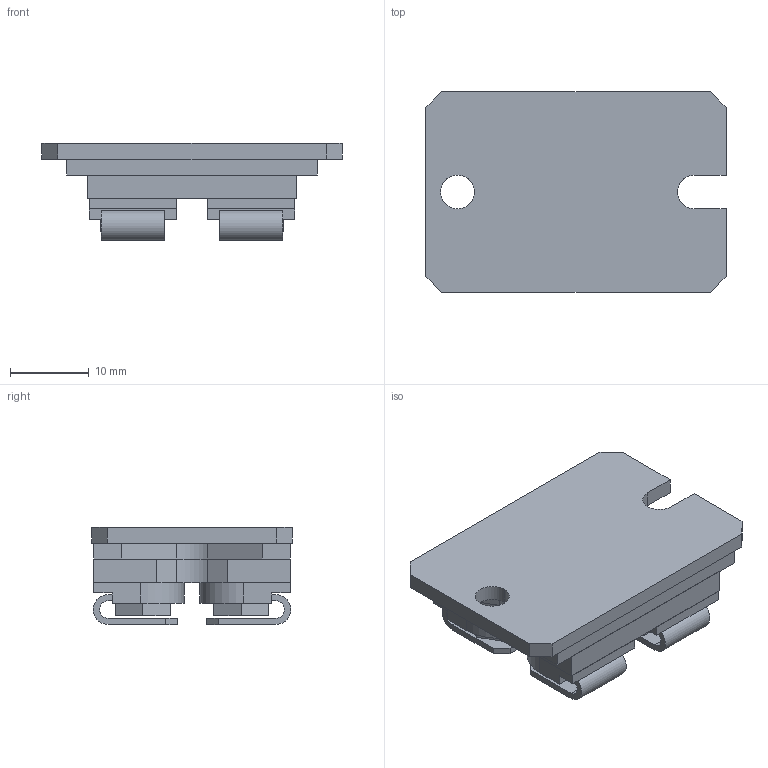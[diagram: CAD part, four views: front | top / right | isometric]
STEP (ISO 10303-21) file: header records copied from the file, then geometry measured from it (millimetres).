
FILE_DESCRIPTION((''),'2;1');
FILE_NAME('VISHAY_SOT-227_flip.stp','2014-03-20T15:43:12',(''),(''),'Mechanical Desktop 2011','Mechanical Desktop 2011',', , ');
FILE_SCHEMA(('AUTOMOTIVE_DESIGN { 1 2 10303 214 1 1 1 1 }'));
Length unit declared in the file: millimetre
Products named in the file (1): Product
Bounding box: 38.05 x 25.45 x 12.3 mm (x, y, z)
Volume: 6963.1 mm3; surface area: 8405.5 mm2
Topology: 15 solids, 15 shells, 172 faces, 426 edges, 284 vertices
Faces by surface type: plane 87, bspline 64, cylinder 21
Entity records: 5316 total; most frequent: CARTESIAN_POINT 1271, ORIENTED_EDGE 852, DIRECTION 714, EDGE_CURVE 426, VECTOR 356, LINE 356, VERTEX_POINT 284, EDGE_LOOP 190
